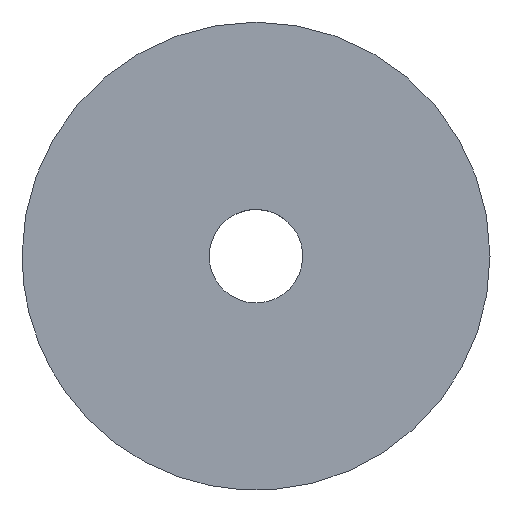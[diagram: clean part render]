
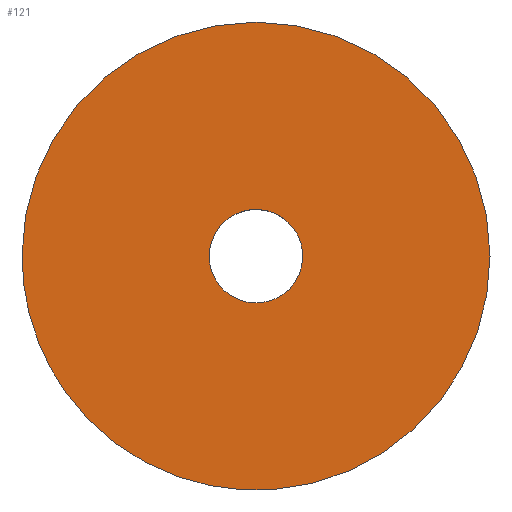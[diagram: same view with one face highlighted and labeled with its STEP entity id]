
A CAD part, top view. The second image highlights one B-rep face of the part: STEP entity #121.
In plain terms, the highlighted planar face has unit normal (0, 0, 1).
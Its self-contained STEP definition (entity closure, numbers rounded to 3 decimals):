
#121=ADVANCED_FACE('',(#229,#230),#228,.F.);
#228=PLANE('',#435);
#229=FACE_OUTER_BOUND('',#436,.T.);
#230=FACE_BOUND('',#437,.T.);
#432=CARTESIAN_POINT('',(9.,-9.,8.));
#433=DIRECTION('',(0.,0.,-1.));
#434=DIRECTION('',(-1.,0.,0.));
#435=AXIS2_PLACEMENT_3D('',#432,#433,#434);
#436=EDGE_LOOP('',(#602,#603,#604,#605));
#437=EDGE_LOOP('',(#606,#607,#608));
#602=ORIENTED_EDGE('',*,*,#704,.F.);
#603=ORIENTED_EDGE('',*,*,#701,.F.);
#604=ORIENTED_EDGE('',*,*,#706,.F.);
#605=ORIENTED_EDGE('',*,*,#705,.F.);
#606=ORIENTED_EDGE('',*,*,#718,.T.);
#607=ORIENTED_EDGE('',*,*,#719,.T.);
#608=ORIENTED_EDGE('',*,*,#720,.T.);
#701=EDGE_CURVE('',#872,#879,#880,.T.);
#704=EDGE_CURVE('',#879,#899,#900,.T.);
#705=EDGE_CURVE('',#899,#906,#907,.T.);
#706=EDGE_CURVE('',#906,#872,#913,.T.);
#718=EDGE_CURVE('',#995,#996,#997,.T.);
#719=EDGE_CURVE('',#996,#1003,#1004,.T.);
#720=EDGE_CURVE('',#1003,#995,#1010,.T.);
#872=VERTEX_POINT('',#1281);
#879=VERTEX_POINT('',#1285);
#880=(BOUNDED_CURVE() B_SPLINE_CURVE(2,(#1286,#1287,#1288,#1289,#1290),.UNSPECIFIED.,.F.,.F.) B_SPLINE_CURVE_WITH_KNOTS((3,2,3),(0.736,0.75,0.938),.UNSPECIFIED.) CURVE() GEOMETRIC_REPRESENTATION_ITEM() RATIONAL_B_SPLINE_CURVE((0.97,0.984,1.,0.78,0.89)) REPRESENTATION_ITEM('') );
#899=VERTEX_POINT('',#1299);
#900=CIRCLE('',#1303,7.5);
#906=VERTEX_POINT('',#1304);
#907=CIRCLE('',#1308,7.5);
#913=CIRCLE('',#1312,7.5);
#995=VERTEX_POINT('',#1367);
#996=VERTEX_POINT('',#1368);
#997=CIRCLE('',#1372,1.5);
#1003=VERTEX_POINT('',#1373);
#1004=CIRCLE('',#1377,1.5);
#1010=CIRCLE('',#1381,1.5);
#1281=CARTESIAN_POINT('',(0.588,-7.477,8.));
#1285=CARTESIAN_POINT('',(-6.974,-2.759,8.));
#1286=CARTESIAN_POINT('',(0.588,-7.477,8.));
#1287=CARTESIAN_POINT('',(0.295,-7.5,8.));
#1288=CARTESIAN_POINT('',(0.,-7.5,8.));
#1289=CARTESIAN_POINT('',(-5.098,-7.5,8.));
#1290=CARTESIAN_POINT('',(-6.974,-2.759,8.));
#1299=CARTESIAN_POINT('',(-7.5,0.,8.));
#1300=CARTESIAN_POINT('',(0.,0.,8.));
#1301=DIRECTION('',(0.,0.,-1.));
#1302=DIRECTION('',(0.93,0.368,0.));
#1303=AXIS2_PLACEMENT_3D('',#1300,#1301,#1302);
#1304=CARTESIAN_POINT('',(7.5,0.,8.));
#1305=CARTESIAN_POINT('',(0.,0.,8.));
#1306=DIRECTION('',(0.,0.,-1.));
#1307=DIRECTION('',(1.,0.,0.));
#1308=AXIS2_PLACEMENT_3D('',#1305,#1306,#1307);
#1309=CARTESIAN_POINT('',(0.,0.,8.));
#1310=DIRECTION('',(0.,0.,-1.));
#1311=DIRECTION('',(-1.,0.,0.));
#1312=AXIS2_PLACEMENT_3D('',#1309,#1310,#1311);
#1367=CARTESIAN_POINT('',(-1.5,0.,8.));
#1368=CARTESIAN_POINT('',(-0.177,1.489,8.));
#1369=CARTESIAN_POINT('',(0.,0.,8.));
#1370=DIRECTION('',(0.,0.,-1.));
#1371=DIRECTION('',(-1.,0.,0.));
#1372=AXIS2_PLACEMENT_3D('',#1369,#1370,#1371);
#1373=CARTESIAN_POINT('',(0.177,-1.49,8.));
#1374=CARTESIAN_POINT('',(0.,0.,8.));
#1375=DIRECTION('',(0.,0.,-1.));
#1376=DIRECTION('',(-1.,0.,0.));
#1377=AXIS2_PLACEMENT_3D('',#1374,#1375,#1376);
#1378=CARTESIAN_POINT('',(0.,0.,8.));
#1379=DIRECTION('',(0.,0.,-1.));
#1380=DIRECTION('',(-1.,0.,0.));
#1381=AXIS2_PLACEMENT_3D('',#1378,#1379,#1380);
